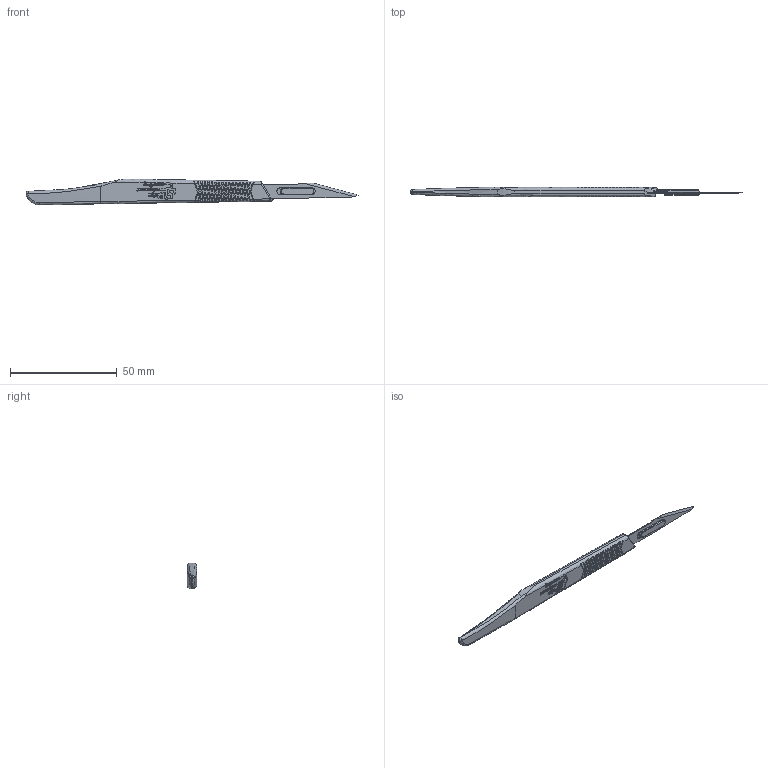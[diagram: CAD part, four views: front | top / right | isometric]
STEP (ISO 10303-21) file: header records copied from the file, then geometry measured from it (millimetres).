
FILE_DESCRIPTION(('FreeCAD Model'),'2;1');
FILE_NAME('Open CASCADE Shape Model','2025-04-29T15:49:33',('FreeCAD'),( 'FreeCAD'),'Open CASCADE STEP processor 7.6','FreeCAD','Unknown');
FILE_SCHEMA(('AUTOMOTIVE_DESIGN { 1 0 10303 214 1 1 1 1 }'));
Products named in the file (1): Open CASCADE STEP translator 7.6 1
Bounding box: 155.6 x 4.34 x 12.06 mm (x, y, z)
Volume: 4373.5 mm3; surface area: 3869.6 mm2
Topology: 2 solids, 2 shells, 1914 faces, 5302 edges, 3524 vertices
Faces by surface type: bspline 1914
Entity records: 67574 total; most frequent: CARTESIAN_POINT 35386, ORIENTED_EDGE 10600, EDGE_CURVE 5300, B_SPLINE_CURVE_WITH_KNOTS 4890, VERTEX_POINT 3524, FACE_BOUND 2050, EDGE_LOOP 2050, ADVANCED_FACE 1914
